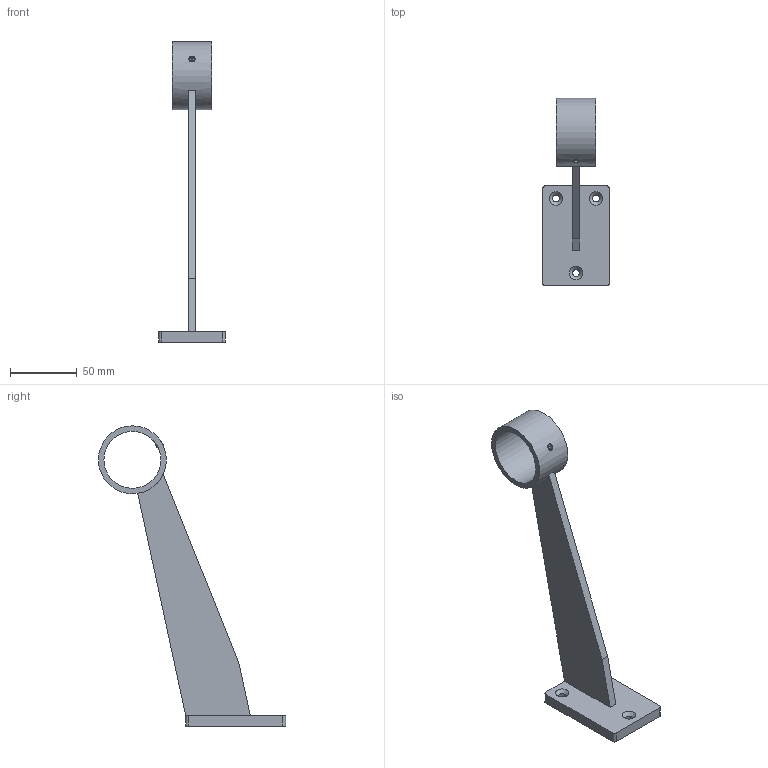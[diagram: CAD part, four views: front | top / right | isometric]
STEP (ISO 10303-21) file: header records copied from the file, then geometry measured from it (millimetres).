
FILE_DESCRIPTION (( 'STEP AP203' ), '1' );
FILE_NAME ('70022-240-42.STEP', '2024-01-08T14:58:46', ( '' ), ( '' ), 'SwSTEP 2.0', 'SolidWorks 2018', '' );
FILE_SCHEMA (( 'CONFIG_CONTROL_DESIGN' ));
Length unit declared in the file: millimetre
Products named in the file (3): 70022-240-42 Teil1_70022-240-42 Teil1; 70022-240-42; DIN913 M5x5_DIN913 M5x5
Assembly tree (2 placements, depth 2):
  70022-240-42
    70022-240-42 Teil1_70022-240-42 Teil1
    DIN913 M5x5_DIN913 M5x5
Bounding box: 50 x 140.5 x 225.5 mm (x, y, z)
Volume: 87790.3 mm3; surface area: 35090.7 mm2
Topology: 2 solids, 2 shells, 283 faces, 741 edges, 492 vertices
Faces by surface type: plane 168, bspline 99, cylinder 11, cone 5
Full cylindrical faces by diameter (mm): 4.2 x1, 5 x1, 5.1 x3, 42.8 x1, 51 x1
Entity records: 14836 total; most frequent: CARTESIAN_POINT 8250, ORIENTED_EDGE 1456, DIRECTION 933, EDGE_CURVE 728, LINE 501, VECTOR 501, VERTEX_POINT 491, EDGE_LOOP 335
